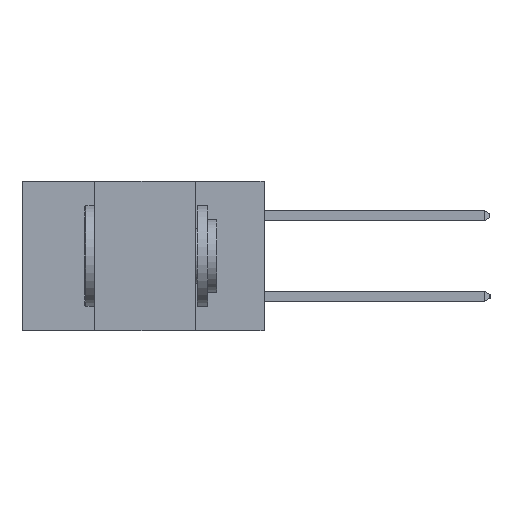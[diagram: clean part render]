
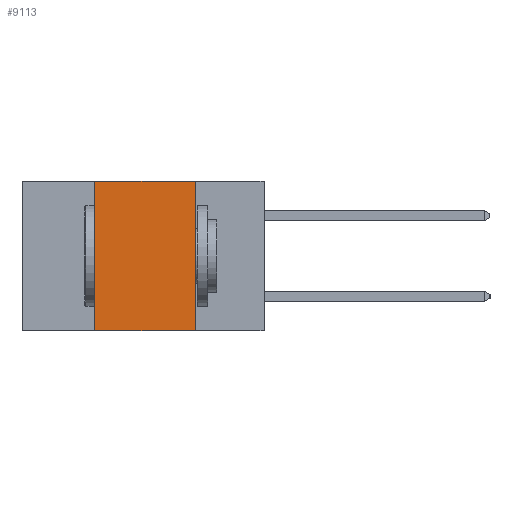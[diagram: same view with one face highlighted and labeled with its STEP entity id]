
A CAD part, left-side view. The second image highlights one B-rep face of the part: STEP entity #9113.
In plain terms, the highlighted planar face has unit normal (-1, 0, 0).
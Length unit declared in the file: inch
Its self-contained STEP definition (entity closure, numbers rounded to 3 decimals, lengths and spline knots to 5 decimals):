
#78 = DIRECTION ( 'NONE',  ( 0., -1., 0. ) ) ;
#103 = CARTESIAN_POINT ( 'NONE',  ( 0., 0.6, -0.37 ) ) ;
#798 = CARTESIAN_POINT ( 'NONE',  ( 0., 0.17, -0.37 ) ) ;
#1033 = EDGE_CURVE ( 'NONE', #1051, #1989, #3523, .T. ) ;
#1051 = VERTEX_POINT ( 'NONE', #9740 ) ;
#1057 = VERTEX_POINT ( 'NONE', #8922 ) ;
#1307 = PLANE ( 'NONE',  #3119 ) ;
#1490 = EDGE_CURVE ( 'NONE', #1989, #5298, #4318, .T. ) ;
#1647 = CARTESIAN_POINT ( 'NONE',  ( 0., 0.17, 0. ) ) ;
#1683 = LINE ( 'NONE', #8650, #7266 ) ;
#1950 = LINE ( 'NONE', #103, #7510 ) ;
#1989 = VERTEX_POINT ( 'NONE', #1647 ) ;
#2108 = DIRECTION ( 'NONE',  ( 0., 0., -1. ) ) ;
#2323 = VECTOR ( 'NONE', #8465, 39.37008 ) ;
#2977 = EDGE_CURVE ( 'NONE', #1057, #5298, #1950, .T. ) ;
#3119 = AXIS2_PLACEMENT_3D ( 'NONE', #3595, #6637, #2108 ) ;
#3523 = LINE ( 'NONE', #9835, #7303 ) ;
#3572 = EDGE_LOOP ( 'NONE', ( #6429, #6456, #8658, #3854 ) ) ;
#3595 = CARTESIAN_POINT ( 'NONE',  ( 0., 0.6, 0. ) ) ;
#3775 = EDGE_CURVE ( 'NONE', #1057, #1051, #1683, .T. ) ;
#3854 = ORIENTED_EDGE ( 'NONE', *, *, #2977, .T. ) ;
#4318 = LINE ( 'NONE', #8609, #2323 ) ;
#5298 = VERTEX_POINT ( 'NONE', #798 ) ;
#5755 = DIRECTION ( 'NONE',  ( 0., 0., 1. ) ) ;
#6245 = FACE_OUTER_BOUND ( 'NONE', #3572, .T. ) ;
#6429 = ORIENTED_EDGE ( 'NONE', *, *, #1490, .F. ) ;
#6456 = ORIENTED_EDGE ( 'NONE', *, *, #1033, .F. ) ;
#6637 = DIRECTION ( 'NONE',  ( 1., 0., 0. ) ) ;
#7266 = VECTOR ( 'NONE', #5755, 39.37008 ) ;
#7303 = VECTOR ( 'NONE', #9788, 39.37008 ) ;
#7510 = VECTOR ( 'NONE', #78, 39.37008 ) ;
#8465 = DIRECTION ( 'NONE',  ( 0., 0., -1. ) ) ;
#8609 = CARTESIAN_POINT ( 'NONE',  ( 0., 0.17, -0.37 ) ) ;
#8650 = CARTESIAN_POINT ( 'NONE',  ( 0., 0.42, -0.37 ) ) ;
#8658 = ORIENTED_EDGE ( 'NONE', *, *, #3775, .F. ) ;
#8922 = CARTESIAN_POINT ( 'NONE',  ( 0., 0.42, -0.37 ) ) ;
#9113 = ADVANCED_FACE ( 'NONE', ( #6245 ), #1307, .F. ) ;
#9740 = CARTESIAN_POINT ( 'NONE',  ( 0., 0.42, 0. ) ) ;
#9788 = DIRECTION ( 'NONE',  ( 0., -1., 0. ) ) ;
#9835 = CARTESIAN_POINT ( 'NONE',  ( 0., 0.6, 0. ) ) ;
